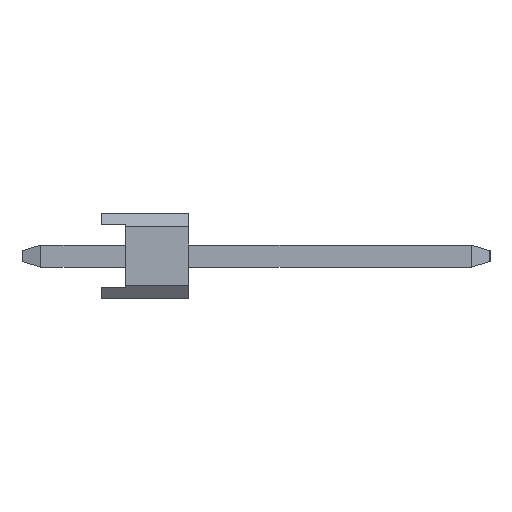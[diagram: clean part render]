
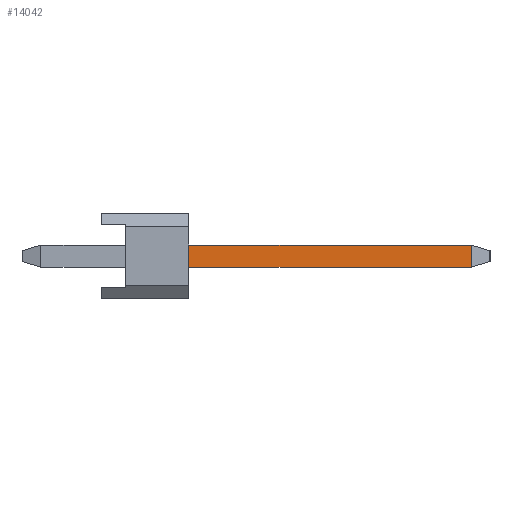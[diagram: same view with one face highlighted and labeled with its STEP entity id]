
A CAD part, left-side view. The second image highlights one B-rep face of the part: STEP entity #14042.
In plain terms, the highlighted planar face has unit normal (-1, 0, 0).
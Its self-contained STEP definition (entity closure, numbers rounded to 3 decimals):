
#6934=EDGE_CURVE('',#15758,#11816,#18198,.T.);
#8108=EDGE_CURVE('',#15564,#8152,#19488,.T.);
#8152=VERTEX_POINT('',#19537);
#10654=EDGE_CURVE('',#8152,#15758,#22283,.T.);
#11816=VERTEX_POINT('',#23546);
#14042=ADVANCED_FACE('',(#26032),#26033,.T.);
#15564=VERTEX_POINT('',#27695);
#15758=VERTEX_POINT('',#27907);
#16408=EDGE_CURVE('',#11816,#15564,#28622,.T.);
#18198=LINE('',#31094,#31095);
#19488=LINE('',#32964,#32965);
#19537=CARTESIAN_POINT('',(-44.77,-2.54,0.32));
#22283=LINE('',#37041,#37042);
#23546=CARTESIAN_POINT('',(-44.77,-10.744,-0.32));
#26032=FACE_OUTER_BOUND('',#42459,.T.);
#26033=PLANE('',#42460);
#27695=CARTESIAN_POINT('',(-44.77,-2.54,-0.32));
#27907=CARTESIAN_POINT('',(-44.77,-10.744,0.32));
#28622=LINE('',#46198,#46199);
#31094=CARTESIAN_POINT('',(-44.77,-10.744,0.5));
#31095=VECTOR('',#48500,1.0);
#32964=CARTESIAN_POINT('',(-44.77,-2.54,0.252));
#32965=VECTOR('',#49756,1.0);
#37041=CARTESIAN_POINT('',(-44.77,-4.49,0.32));
#37042=VECTOR('',#52447,1.0);
#42459=EDGE_LOOP('',(#56385,#56386,#56387,#56388));
#42460=AXIS2_PLACEMENT_3D('',#56389,#56390,#56391);
#46198=CARTESIAN_POINT('',(-44.77,1.764,-0.32));
#46199=VECTOR('',#58812,1.0);
#48500=DIRECTION('',(0.0,0.,-1.0));
#49756=DIRECTION('',(0.,0.,1.0));
#52447=DIRECTION('',(0.,-1.0,0.));
#56385=ORIENTED_EDGE('',*,*,#8108,.F.);
#56386=ORIENTED_EDGE('',*,*,#16408,.F.);
#56387=ORIENTED_EDGE('',*,*,#6934,.F.);
#56388=ORIENTED_EDGE('',*,*,#10654,.F.);
#56389=CARTESIAN_POINT('',(-44.77,1.764,0.5));
#56390=DIRECTION('',(-1.0,0.,0.));
#56391=DIRECTION('',(0.,1.0,0.));
#58812=DIRECTION('',(0.,1.0,0.));
